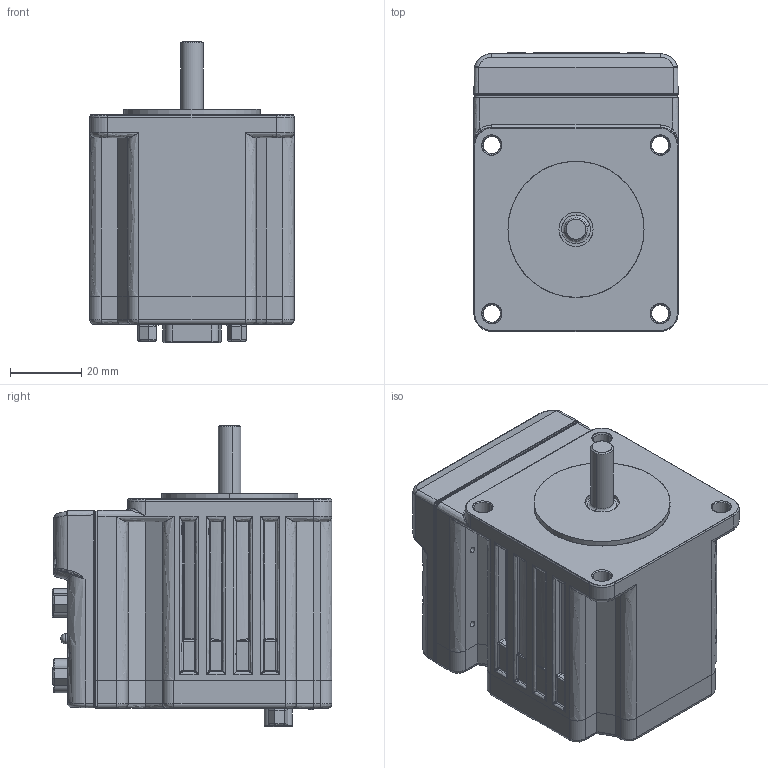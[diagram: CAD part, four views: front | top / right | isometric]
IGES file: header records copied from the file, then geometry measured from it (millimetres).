
Start section: SolidWorks IGES file using analytic representation for surfaces
Global section: file name: SM23165x-PB.IGS; native system: SolidWorks 2010; preprocessor: SolidWorks 2010; author: mtran; date: 101009.230107; units: inch
Bounding box: 57.15 x 78.18 x 84.25 mm (x, y, z)
Surface area: 31844.4 mm2 (no closed solid volume)
Topology: 0 solids, 0 shells, 1042 faces, 9998 edges, 9962 vertices
Faces by surface type: revolution 590, bspline 452
